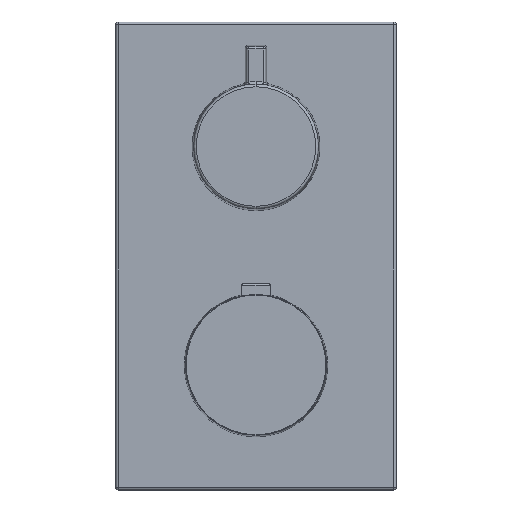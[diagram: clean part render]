
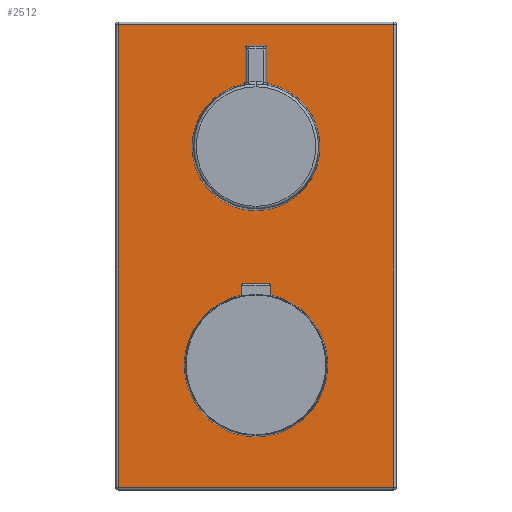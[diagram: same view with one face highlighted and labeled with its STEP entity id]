
A CAD part, top view. The second image highlights one B-rep face of the part: STEP entity #2512.
In plain terms, the highlighted face is planar.
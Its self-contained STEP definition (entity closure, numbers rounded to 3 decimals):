
#2 = ORIENTED_EDGE ( 'NONE', *, *, #2605, .T. ) ;
#45 = CARTESIAN_POINT ( 'NONE',  ( 44.2, 9.2, -74.2 ) ) ;
#79 = VERTEX_POINT ( 'NONE', #1030 ) ;
#294 = PLANE ( 'NONE',  #1316 ) ;
#385 = VECTOR ( 'NONE', #1116, 1000. ) ;
#447 = LINE ( 'NONE', #1095, #385 ) ;
#492 = DIRECTION ( 'NONE',  ( 0., 1., 0. ) ) ;
#683 = ORIENTED_EDGE ( 'NONE', *, *, #1512, .T. ) ;
#700 = LINE ( 'NONE', #1536, #2259 ) ;
#913 = EDGE_CURVE ( 'NONE', #2236, #79, #2513, .T. ) ;
#933 = DIRECTION ( 'NONE',  ( -1., 0., 0. ) ) ;
#1030 = CARTESIAN_POINT ( 'NONE',  ( -44.2, 9.2, 74.2 ) ) ;
#1056 = VERTEX_POINT ( 'NONE', #2461 ) ;
#1095 = CARTESIAN_POINT ( 'NONE',  ( 44.2, 9.2, 74.2 ) ) ;
#1107 = VERTEX_POINT ( 'NONE', #1562 ) ;
#1116 = DIRECTION ( 'NONE',  ( 1., 0., 0. ) ) ;
#1282 = CARTESIAN_POINT ( 'NONE',  ( -45., 9.2, 75. ) ) ;
#1316 = AXIS2_PLACEMENT_3D ( 'NONE', #1282, #492, #1897 ) ;
#1452 = DIRECTION ( 'NONE',  ( 0., 0., -1. ) ) ;
#1512 = EDGE_CURVE ( 'NONE', #79, #1107, #447, .T. ) ;
#1536 = CARTESIAN_POINT ( 'NONE',  ( -44.2, 9.2, -74.2 ) ) ;
#1562 = CARTESIAN_POINT ( 'NONE',  ( 44.2, 9.2, 74.2 ) ) ;
#1611 = ORIENTED_EDGE ( 'NONE', *, *, #2352, .T. ) ;
#1779 = VECTOR ( 'NONE', #1452, 1000. ) ;
#1837 = LINE ( 'NONE', #45, #1779 ) ;
#1897 = DIRECTION ( 'NONE',  ( 0., 0., 1. ) ) ;
#1945 = CARTESIAN_POINT ( 'NONE',  ( -44.2, 9.2, 74.2 ) ) ;
#1948 = EDGE_LOOP ( 'NONE', ( #1611, #2, #2011, #683 ) ) ;
#2011 = ORIENTED_EDGE ( 'NONE', *, *, #913, .T. ) ;
#2236 = VERTEX_POINT ( 'NONE', #2255 ) ;
#2255 = CARTESIAN_POINT ( 'NONE',  ( -44.2, 9.2, -74.2 ) ) ;
#2259 = VECTOR ( 'NONE', #933, 1000. ) ;
#2352 = EDGE_CURVE ( 'NONE', #1107, #1056, #1837, .T. ) ;
#2450 = VECTOR ( 'NONE', #2557, 1000. ) ;
#2461 = CARTESIAN_POINT ( 'NONE',  ( 44.2, 9.2, -74.2 ) ) ;
#2512 = ADVANCED_FACE ( 'NONE', ( #2555 ), #294, .T. ) ;
#2513 = LINE ( 'NONE', #1945, #2450 ) ;
#2555 = FACE_OUTER_BOUND ( 'NONE', #1948, .T. ) ;
#2557 = DIRECTION ( 'NONE',  ( 0., 0., 1. ) ) ;
#2605 = EDGE_CURVE ( 'NONE', #1056, #2236, #700, .T. ) ;
